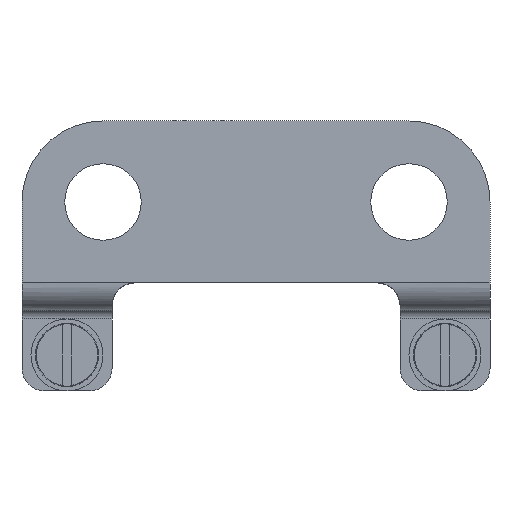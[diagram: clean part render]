
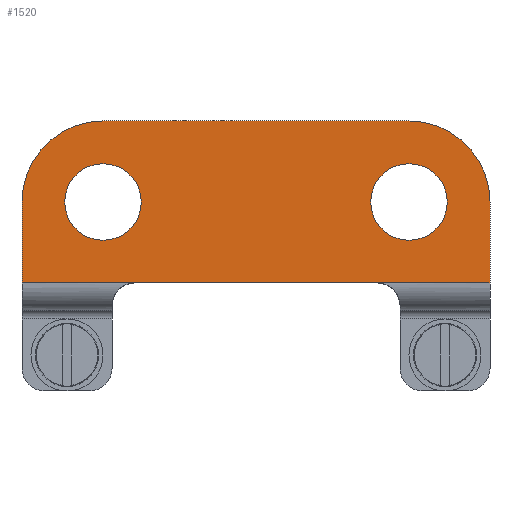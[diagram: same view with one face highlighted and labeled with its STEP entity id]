
A CAD part, front view. The second image highlights one B-rep face of the part: STEP entity #1520.
In plain terms, the highlighted face is planar.
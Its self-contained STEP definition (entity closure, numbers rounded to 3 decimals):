
#65=PLANE('',#1671);
#136=LINE('',#2414,#266);
#137=LINE('',#2431,#267);
#138=LINE('',#2433,#268);
#139=LINE('',#2435,#269);
#140=LINE('',#2436,#270);
#141=LINE('',#2440,#271);
#266=VECTOR('',#1928,1000.);
#267=VECTOR('',#1937,1000.);
#268=VECTOR('',#1938,1000.);
#269=VECTOR('',#1939,1000.);
#270=VECTOR('',#1940,1000.);
#271=VECTOR('',#1943,1000.);
#439=ORIENTED_EDGE('',*,*,#862,.F.);
#440=ORIENTED_EDGE('',*,*,#863,.F.);
#441=ORIENTED_EDGE('',*,*,#864,.F.);
#442=ORIENTED_EDGE('',*,*,#865,.F.);
#443=ORIENTED_EDGE('',*,*,#866,.T.);
#444=ORIENTED_EDGE('',*,*,#867,.F.);
#445=ORIENTED_EDGE('',*,*,#860,.T.);
#446=ORIENTED_EDGE('',*,*,#868,.T.);
#447=ORIENTED_EDGE('',*,*,#869,.F.);
#448=ORIENTED_EDGE('',*,*,#870,.F.);
#860=EDGE_CURVE('',#1065,#1064,#136,.T.);
#862=EDGE_CURVE('',#1066,#1066,#1192,.T.);
#863=EDGE_CURVE('',#1067,#1067,#1193,.T.);
#864=EDGE_CURVE('',#1068,#1069,#1194,.T.);
#865=EDGE_CURVE('',#1070,#1068,#137,.T.);
#866=EDGE_CURVE('',#1070,#1071,#138,.T.);
#867=EDGE_CURVE('',#1065,#1071,#139,.T.);
#868=EDGE_CURVE('',#1064,#1072,#140,.T.);
#869=EDGE_CURVE('',#1073,#1072,#1195,.T.);
#870=EDGE_CURVE('',#1069,#1073,#141,.T.);
#1064=VERTEX_POINT('',#2413);
#1065=VERTEX_POINT('',#2415);
#1066=VERTEX_POINT('',#2425);
#1067=VERTEX_POINT('',#2427);
#1068=VERTEX_POINT('',#2429);
#1069=VERTEX_POINT('',#2430);
#1070=VERTEX_POINT('',#2432);
#1071=VERTEX_POINT('',#2434);
#1072=VERTEX_POINT('',#2437);
#1073=VERTEX_POINT('',#2439);
#1192=CIRCLE('',#1672,4.25);
#1193=CIRCLE('',#1673,4.25);
#1194=CIRCLE('',#1674,9.);
#1195=CIRCLE('',#1675,9.);
#1270=EDGE_LOOP('',(#439));
#1271=EDGE_LOOP('',(#440));
#1272=EDGE_LOOP('',(#441,#442,#443,#444,#445,#446,#447,#448));
#1378=FACE_BOUND('',#1270,.T.);
#1379=FACE_BOUND('',#1271,.T.);
#1380=FACE_BOUND('',#1272,.T.);
#1520=ADVANCED_FACE('',(#1378,#1379,#1380),#65,.F.);
#1671=AXIS2_PLACEMENT_3D('',#2423,#1929,#1930);
#1672=AXIS2_PLACEMENT_3D('',#2424,#1931,#1932);
#1673=AXIS2_PLACEMENT_3D('',#2426,#1933,#1934);
#1674=AXIS2_PLACEMENT_3D('',#2428,#1935,#1936);
#1675=AXIS2_PLACEMENT_3D('',#2438,#1941,#1942);
#1928=DIRECTION('',(0.,0.,-1.));
#1929=DIRECTION('',(-1.,0.,0.));
#1930=DIRECTION('',(0.,0.,1.));
#1931=DIRECTION('',(1.,0.,0.));
#1932=DIRECTION('',(0.,0.,-1.));
#1933=DIRECTION('',(1.,0.,0.));
#1934=DIRECTION('',(0.,0.,-1.));
#1935=DIRECTION('',(-1.,0.,0.));
#1936=DIRECTION('',(0.,0.,1.));
#1937=DIRECTION('',(0.,1.,0.));
#1938=DIRECTION('',(0.,0.,-1.));
#1939=DIRECTION('',(0.,0.,1.));
#1940=DIRECTION('',(0.,1.,0.));
#1941=DIRECTION('',(-1.,0.,0.));
#1942=DIRECTION('',(0.,0.,1.));
#1943=DIRECTION('',(0.,0.,-1.));
#2413=CARTESIAN_POINT('',(0.,3.,-26.));
#2414=CARTESIAN_POINT('',(0.,3.,26.));
#2415=CARTESIAN_POINT('',(0.,3.,-13.5));
#2423=CARTESIAN_POINT('',(0.,3.,26.));
#2424=CARTESIAN_POINT('',(0.,12.,-17.));
#2425=CARTESIAN_POINT('',(0.,12.,-21.25));
#2426=CARTESIAN_POINT('',(0.,12.,17.));
#2427=CARTESIAN_POINT('',(0.,12.,12.75));
#2428=CARTESIAN_POINT('',(0.,12.,17.));
#2429=CARTESIAN_POINT('',(0.,12.,26.));
#2430=CARTESIAN_POINT('',(0.,21.,17.));
#2431=CARTESIAN_POINT('',(0.,3.,26.));
#2432=CARTESIAN_POINT('',(0.,3.,26.));
#2433=CARTESIAN_POINT('',(0.,3.,26.));
#2434=CARTESIAN_POINT('',(0.,3.,13.5));
#2435=CARTESIAN_POINT('',(0.,3.,26.));
#2436=CARTESIAN_POINT('',(0.,3.,-26.));
#2437=CARTESIAN_POINT('',(0.,12.,-26.));
#2438=CARTESIAN_POINT('',(0.,12.,-17.));
#2439=CARTESIAN_POINT('',(0.,21.,-17.));
#2440=CARTESIAN_POINT('',(0.,21.,26.));
